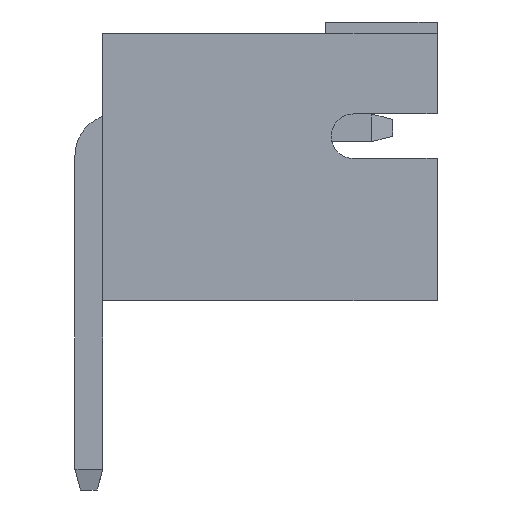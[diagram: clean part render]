
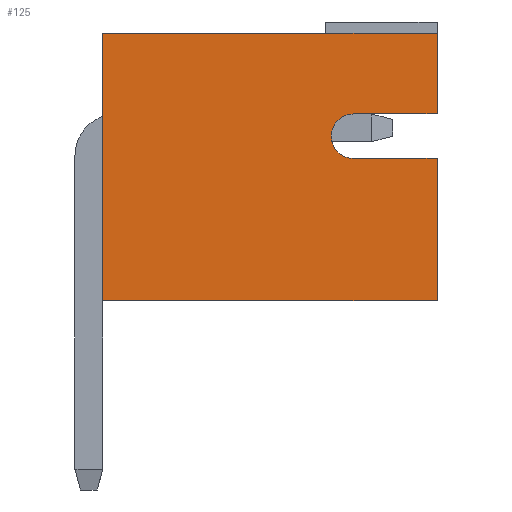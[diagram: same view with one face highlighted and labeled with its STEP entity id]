
A CAD part, left-side view. The second image highlights one B-rep face of the part: STEP entity #125.
In plain terms, the highlighted planar face has unit normal (-1, 0, 0).
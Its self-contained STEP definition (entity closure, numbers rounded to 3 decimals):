
#125=ADVANCED_FACE('',(#2998),#3000,.T.);
#2998=FACE_BOUND('',#2999,.T.);
#2999=EDGE_LOOP('',(#5326,#5327,#5328,#5329,#5330,#5331,#5332,#5333));
#3000=PLANE('',#3001);
#3001=AXIS2_PLACEMENT_3D('',#3002,#3003,#3004);
#3002=CARTESIAN_POINT('',(-1.95,0.,0.));
#3003=DIRECTION('',(-1.,0.,0.));
#3004=DIRECTION('',(0.,0.,1.));
#5326=ORIENTED_EDGE('',*,*,#6935,.T.);
#5327=ORIENTED_EDGE('',*,*,#6863,.T.);
#5328=ORIENTED_EDGE('',*,*,#6929,.T.);
#5329=ORIENTED_EDGE('',*,*,#6936,.T.);
#5330=ORIENTED_EDGE('',*,*,#6937,.T.);
#5331=ORIENTED_EDGE('',*,*,#6938,.T.);
#5332=ORIENTED_EDGE('',*,*,#6939,.T.);
#5333=ORIENTED_EDGE('',*,*,#6940,.T.);
#6863=EDGE_CURVE('',#7682,#7680,#7683,.T.);
#6929=EDGE_CURVE('',#7680,#7808,#7810,.T.);
#6935=EDGE_CURVE('',#7818,#7682,#7819,.F.);
#6936=EDGE_CURVE('',#7808,#7820,#7821,.T.);
#6937=EDGE_CURVE('',#7820,#7822,#7823,.T.);
#6938=EDGE_CURVE('',#7822,#7824,#7825,.T.);
#6939=EDGE_CURVE('',#7824,#7826,#7827,.F.);
#6940=EDGE_CURVE('',#7826,#7818,#7828,.F.);
#7680=VERTEX_POINT('',#9013);
#7682=VERTEX_POINT('',#9017);
#7683=LINE('',#9018,#9019);
#7808=VERTEX_POINT('',#9273);
#7810=LINE('',#9277,#9278);
#7818=VERTEX_POINT('',#9297);
#7819=LINE('',#9298,#9299);
#7820=VERTEX_POINT('',#9301);
#7821=LINE('',#9302,#9303);
#7822=VERTEX_POINT('',#9305);
#7823=LINE('',#9306,#9307);
#7824=VERTEX_POINT('',#9309);
#7825=LINE('',#9310,#9311);
#7826=VERTEX_POINT('',#9313);
#7827=LINE('',#9314,#9315);
#7828=CIRCLE('',#9317,0.4);
#9013=CARTESIAN_POINT('',(-1.95,-6.25,4.8));
#9017=CARTESIAN_POINT('',(-1.95,-6.25,3.35));
#9018=CARTESIAN_POINT('',(-1.95,-6.25,3.35));
#9019=VECTOR('',#9020,1.);
#9020=DIRECTION('',(0.,0.,1.));
#9273=CARTESIAN_POINT('',(-1.95,-0.25,4.8));
#9277=CARTESIAN_POINT('',(-1.95,-6.25,4.8));
#9278=VECTOR('',#9279,1.);
#9279=DIRECTION('',(0.,1.,0.));
#9297=CARTESIAN_POINT('',(-1.95,-4.75,3.35));
#9298=CARTESIAN_POINT('',(-1.95,-6.25,3.35));
#9299=VECTOR('',#9300,1.);
#9300=DIRECTION('',(0.,1.,0.));
#9301=CARTESIAN_POINT('',(-1.95,-0.25,0.));
#9302=CARTESIAN_POINT('',(-1.95,-0.25,4.8));
#9303=VECTOR('',#9304,1.);
#9304=DIRECTION('',(0.,0.,-1.));
#9305=CARTESIAN_POINT('',(-1.95,-6.25,0.));
#9306=CARTESIAN_POINT('',(-1.95,-0.25,0.));
#9307=VECTOR('',#9308,1.);
#9308=DIRECTION('',(0.,-1.,0.));
#9309=CARTESIAN_POINT('',(-1.95,-6.25,2.55));
#9310=CARTESIAN_POINT('',(-1.95,-6.25,0.));
#9311=VECTOR('',#9312,1.);
#9312=DIRECTION('',(0.,0.,1.));
#9313=CARTESIAN_POINT('',(-1.95,-4.75,2.55));
#9314=CARTESIAN_POINT('',(-1.95,-4.75,2.55));
#9315=VECTOR('',#9316,1.);
#9316=DIRECTION('',(0.,-1.,0.));
#9317=AXIS2_PLACEMENT_3D('',#9318,#9319,#9320);
#9318=CARTESIAN_POINT('',(-1.95,-4.75,2.95));
#9319=DIRECTION('',(-1.,0.,0.));
#9320=DIRECTION('',(0.,0.,1.));
